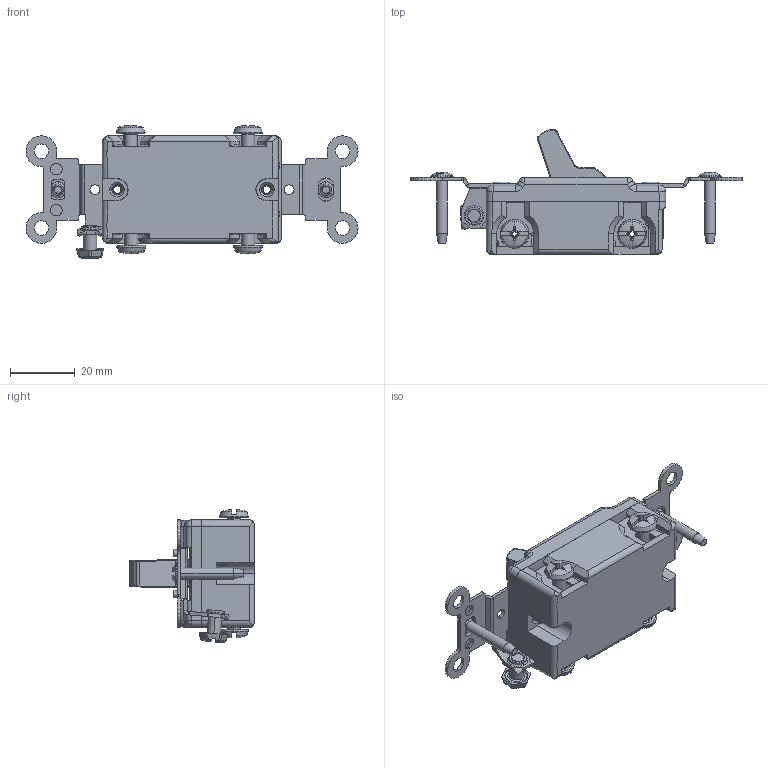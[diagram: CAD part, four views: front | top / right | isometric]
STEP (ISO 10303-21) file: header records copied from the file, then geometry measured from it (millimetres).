
FILE_DESCRIPTION (( 'STEP AP214' ), '1' );
FILE_NAME ('CATSTD-CS415-000-M01.STEP', '2020-02-12T16:30:18', ( '' ), ( '' ), 'SwSTEP 2.0', 'SolidWorks 2017', '' );
FILE_SCHEMA (( 'AUTOMOTIVE_DESIGN' ));
Length unit declared in the file: inch
Products named in the file (1): CATSTD-CS415-000-M01
Bounding box: 102.88 x 38.67 x 41.17 mm (x, y, z)
Surface area: 17524.8 mm2 (no closed solid volume)
Topology: 0 solids, 27 shells, 817 faces, 2772 edges, 1966 vertices
Faces by surface type: plane 405, cylinder 226, cone 70, bspline 41, torus 40, sphere 35
Entity records: 44910 total; most frequent: CARTESIAN_POINT 11578, ORIENTED_EDGE 4560, DIRECTION 4452, EDGE_CURVE 2764, VERTEX_POINT 1966, AXIS2_PLACEMENT_3D 1509, VECTOR 1434, LINE 1434
